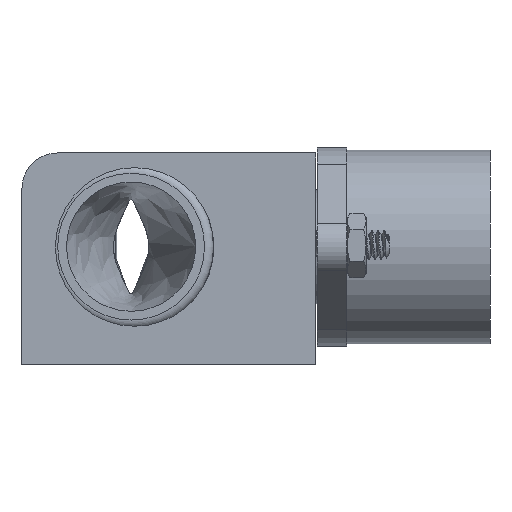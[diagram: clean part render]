
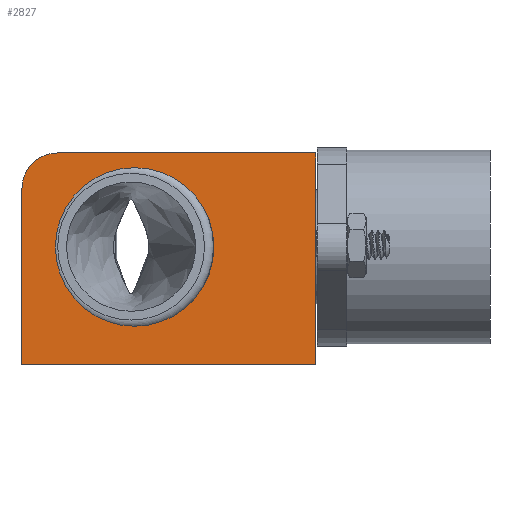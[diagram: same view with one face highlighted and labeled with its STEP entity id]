
A CAD part, front view. The second image highlights one B-rep face of the part: STEP entity #2827.
In plain terms, the highlighted planar face has unit normal (0, -1, 0).
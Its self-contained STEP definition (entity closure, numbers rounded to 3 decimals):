
#276=FACE_BOUND('',#766,.T.);
#382=CIRCLE('',#3142,6.);
#383=CIRCLE('',#3145,13.5);
#570=FACE_OUTER_BOUND('',#765,.T.);
#765=EDGE_LOOP('',(#2171,#2172,#2173,#2174,#2175));
#766=EDGE_LOOP('',(#2176));
#946=LINE('',#6143,#1104);
#960=LINE('',#6184,#1118);
#961=LINE('',#6187,#1119);
#962=LINE('',#6188,#1120);
#1104=VECTOR('',#3612,10.);
#1118=VECTOR('',#3658,10.);
#1119=VECTOR('',#3661,10.);
#1120=VECTOR('',#3662,10.);
#1298=VERTEX_POINT('',#6140);
#1299=VERTEX_POINT('',#6142);
#1308=VERTEX_POINT('',#6172);
#1309=VERTEX_POINT('',#6178);
#1310=VERTEX_POINT('',#6182);
#1311=VERTEX_POINT('',#6186);
#1607=EDGE_CURVE('',#1299,#1298,#946,.F.);
#1622=EDGE_CURVE('',#1299,#1308,#382,.T.);
#1625=EDGE_CURVE('',#1309,#1309,#383,.F.);
#1628=EDGE_CURVE('',#1310,#1298,#960,.F.);
#1629=EDGE_CURVE('',#1311,#1310,#961,.F.);
#1630=EDGE_CURVE('',#1308,#1311,#962,.T.);
#2171=ORIENTED_EDGE('',*,*,#1629,.F.);
#2172=ORIENTED_EDGE('',*,*,#1630,.F.);
#2173=ORIENTED_EDGE('',*,*,#1622,.F.);
#2174=ORIENTED_EDGE('',*,*,#1607,.T.);
#2175=ORIENTED_EDGE('',*,*,#1628,.F.);
#2176=ORIENTED_EDGE('',*,*,#1625,.T.);
#2733=PLANE('',#3147);
#2827=ADVANCED_FACE('',(#570,#276),#2733,.F.);
#3142=AXIS2_PLACEMENT_3D('',#6173,#3644,#3645);
#3145=AXIS2_PLACEMENT_3D('',#6179,#3652,#3653);
#3147=AXIS2_PLACEMENT_3D('',#6185,#3659,#3660);
#3612=DIRECTION('',(0.,0.,1.));
#3644=DIRECTION('center_axis',(0.,1.,0.));
#3645=DIRECTION('ref_axis',(-0.707,0.,0.707));
#3652=DIRECTION('center_axis',(0.,-1.,0.));
#3653=DIRECTION('ref_axis',(0.,0.,-1.));
#3658=DIRECTION('',(1.,0.,0.));
#3659=DIRECTION('center_axis',(0.,1.,0.));
#3660=DIRECTION('ref_axis',(0.,0.,-1.));
#3661=DIRECTION('',(0.,0.,1.));
#3662=DIRECTION('',(1.,0.,0.));
#6140=CARTESIAN_POINT('',(-43.,-38.,23.));
#6142=CARTESIAN_POINT('',(-43.,-38.,53.));
#6143=CARTESIAN_POINT('',(-43.,-38.,27.5));
#6172=CARTESIAN_POINT('',(-37.,-38.,59.));
#6173=CARTESIAN_POINT('Origin',(-37.,-38.,53.));
#6178=CARTESIAN_POINT('',(-23.82,-38.,56.5));
#6179=CARTESIAN_POINT('Origin',(-23.82,-38.,43.));
#6182=CARTESIAN_POINT('',(7.,-38.,23.));
#6184=CARTESIAN_POINT('',(-11.,-38.,23.));
#6185=CARTESIAN_POINT('Origin',(-11.,-38.,26.));
#6186=CARTESIAN_POINT('',(7.,-38.,59.));
#6187=CARTESIAN_POINT('',(7.,-38.,35.));
#6188=CARTESIAN_POINT('',(-17.5,-38.,59.));
